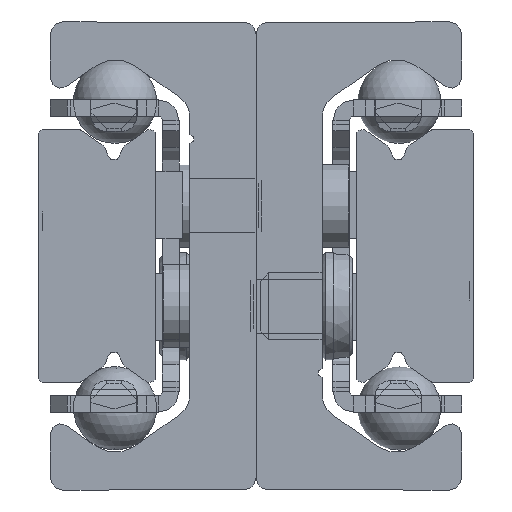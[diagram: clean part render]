
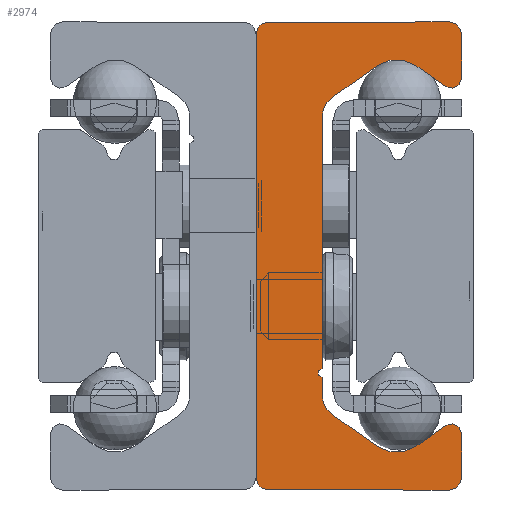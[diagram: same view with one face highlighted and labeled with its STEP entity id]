
A CAD part, left-side view. The second image highlights one B-rep face of the part: STEP entity #2974.
In plain terms, the highlighted planar face has unit normal (-1, 0, 0).
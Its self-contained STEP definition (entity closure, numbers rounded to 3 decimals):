
#2071=CARTESIAN_POINT('',(0.0,5.4,-14.));
#2072=VERTEX_POINT('',#2071);
#2079=CARTESIAN_POINT('',(0.0,6.15,-13.25));
#2080=VERTEX_POINT('',#2079);
#2081=CARTESIAN_POINT('',(0.0,5.4,-13.25));
#2082=DIRECTION('',(1.0,0.0,0.0));
#2083=DIRECTION('',(0.0,0.0,-1.0));
#2084=AXIS2_PLACEMENT_3D('',#2081,#2082,#2083);
#2085=CIRCLE('',#2084,0.75);
#2086=EDGE_CURVE('',#2072,#2080,#2085,.T.);
#2110=CARTESIAN_POINT('',(0.0,-5.4,-14.));
#2111=VERTEX_POINT('',#2110);
#2118=CARTESIAN_POINT('',(0.0,-5.4,-14.));
#2119=DIRECTION('',(0.0,1.0,0.0));
#2120=VECTOR('',#2119,10.8);
#2121=LINE('',#2118,#2120);
#2122=EDGE_CURVE('',#2111,#2072,#2121,.T.);
#2142=CARTESIAN_POINT('',(0.0,-6.15,-13.25));
#2143=VERTEX_POINT('',#2142);
#2150=CARTESIAN_POINT('',(0.0,-5.4,-13.25));
#2151=DIRECTION('',(1.0,0.0,0.0));
#2152=DIRECTION('',(0.0,-1.0,0.0));
#2153=AXIS2_PLACEMENT_3D('',#2150,#2151,#2152);
#2154=CIRCLE('',#2153,0.75);
#2155=EDGE_CURVE('',#2143,#2111,#2154,.T.);
#2174=CARTESIAN_POINT('',(0.0,-6.15,-10.63));
#2175=VERTEX_POINT('',#2174);
#2182=CARTESIAN_POINT('',(0.0,-6.15,-10.63));
#2183=DIRECTION('',(0.0,0.0,-1.0));
#2184=VECTOR('',#2183,2.62);
#2185=LINE('',#2182,#2184);
#2186=EDGE_CURVE('',#2175,#2143,#2185,.T.);
#2206=CARTESIAN_POINT('',(0.0,-5.206,-10.139));
#2207=VERTEX_POINT('',#2206);
#2214=CARTESIAN_POINT('',(0.0,-5.55,-10.63));
#2215=DIRECTION('',(1.0,0.0,0.0));
#2216=DIRECTION('',(0.0,0.574,0.819));
#2217=AXIS2_PLACEMENT_3D('',#2214,#2215,#2216);
#2218=CIRCLE('',#2217,0.6);
#2219=EDGE_CURVE('',#2207,#2175,#2218,.T.);
#2238=CARTESIAN_POINT('',(0.0,-3.417,-11.391));
#2239=VERTEX_POINT('',#2238);
#2246=CARTESIAN_POINT('',(0.0,-3.417,-11.391));
#2247=DIRECTION('',(0.0,-0.819,0.574));
#2248=VECTOR('',#2247,2.184);
#2249=LINE('',#2246,#2248);
#2250=EDGE_CURVE('',#2239,#2207,#2249,.T.);
#2270=CARTESIAN_POINT('',(0.0,-1.123,-11.391));
#2271=VERTEX_POINT('',#2270);
#2278=CARTESIAN_POINT('',(0.0,-2.27,-9.753));
#2279=DIRECTION('',(-1.0,0.0,0.0));
#2280=DIRECTION('',(0.0,0.574,0.819));
#2281=AXIS2_PLACEMENT_3D('',#2278,#2279,#2280);
#2282=CIRCLE('',#2281,2.0);
#2283=EDGE_CURVE('',#2271,#2239,#2282,.T.);
#2302=CARTESIAN_POINT('',(0.0,1.56,-9.512));
#2303=VERTEX_POINT('',#2302);
#2310=CARTESIAN_POINT('',(0.0,1.56,-9.512));
#2311=DIRECTION('',(0.0,-0.819,-0.574));
#2312=VECTOR('',#2311,3.276);
#2313=LINE('',#2310,#2312);
#2314=EDGE_CURVE('',#2303,#2271,#2313,.T.);
#2334=CARTESIAN_POINT('',(0.0,2.2,-8.283));
#2335=VERTEX_POINT('',#2334);
#2342=CARTESIAN_POINT('',(0.0,0.7,-8.283));
#2343=DIRECTION('',(-1.0,0.0,0.0));
#2344=DIRECTION('',(0.0,-0.574,0.819));
#2345=AXIS2_PLACEMENT_3D('',#2342,#2343,#2344);
#2346=CIRCLE('',#2345,1.5);
#2347=EDGE_CURVE('',#2335,#2303,#2346,.T.);
#2366=CARTESIAN_POINT('',(0.0,2.2,-7.25));
#2367=VERTEX_POINT('',#2366);
#2374=CARTESIAN_POINT('',(0.0,2.2,-7.25));
#2375=DIRECTION('',(0.0,0.0,-1.0));
#2376=VECTOR('',#2375,1.033);
#2377=LINE('',#2374,#2376);
#2378=EDGE_CURVE('',#2367,#2335,#2377,.T.);
#2398=CARTESIAN_POINT('',(0.0,2.2,-6.75));
#2399=VERTEX_POINT('',#2398);
#2406=CARTESIAN_POINT('',(0.0,2.2,-7.));
#2407=DIRECTION('',(-1.0,0.0,0.0));
#2408=DIRECTION('',(0.0,0.0,1.0));
#2409=AXIS2_PLACEMENT_3D('',#2406,#2407,#2408);
#2410=CIRCLE('',#2409,0.25);
#2411=EDGE_CURVE('',#2399,#2367,#2410,.T.);
#2430=CARTESIAN_POINT('',(0.0,2.2,8.283));
#2431=VERTEX_POINT('',#2430);
#2438=CARTESIAN_POINT('',(0.0,2.2,8.283));
#2439=DIRECTION('',(0.0,0.0,-1.0));
#2440=VECTOR('',#2439,15.033);
#2441=LINE('',#2438,#2440);
#2442=EDGE_CURVE('',#2431,#2399,#2441,.T.);
#2555=CARTESIAN_POINT('',(0.0,1.56,9.512));
#2556=VERTEX_POINT('',#2555);
#2563=CARTESIAN_POINT('',(0.0,0.7,8.283));
#2564=DIRECTION('',(-1.0,0.0,0.0));
#2565=DIRECTION('',(0.0,-1.0,0.0));
#2566=AXIS2_PLACEMENT_3D('',#2563,#2564,#2565);
#2567=CIRCLE('',#2566,1.5);
#2568=EDGE_CURVE('',#2556,#2431,#2567,.T.);
#2587=CARTESIAN_POINT('',(0.0,-1.123,11.391));
#2588=VERTEX_POINT('',#2587);
#2595=CARTESIAN_POINT('',(0.0,-1.123,11.391));
#2596=DIRECTION('',(0.0,0.819,-0.574));
#2597=VECTOR('',#2596,3.276);
#2598=LINE('',#2595,#2597);
#2599=EDGE_CURVE('',#2588,#2556,#2598,.T.);
#2619=CARTESIAN_POINT('',(0.0,-3.417,11.391));
#2620=VERTEX_POINT('',#2619);
#2627=CARTESIAN_POINT('',(0.0,-2.27,9.753));
#2628=DIRECTION('',(-1.0,0.0,0.0));
#2629=DIRECTION('',(0.0,-0.574,-0.819));
#2630=AXIS2_PLACEMENT_3D('',#2627,#2628,#2629);
#2631=CIRCLE('',#2630,2.0);
#2632=EDGE_CURVE('',#2620,#2588,#2631,.T.);
#2651=CARTESIAN_POINT('',(0.0,-5.206,10.139));
#2652=VERTEX_POINT('',#2651);
#2659=CARTESIAN_POINT('',(0.0,-5.206,10.139));
#2660=DIRECTION('',(0.0,0.819,0.574));
#2661=VECTOR('',#2660,2.184);
#2662=LINE('',#2659,#2661);
#2663=EDGE_CURVE('',#2652,#2620,#2662,.T.);
#2683=CARTESIAN_POINT('',(0.0,-6.15,10.63));
#2684=VERTEX_POINT('',#2683);
#2691=CARTESIAN_POINT('',(0.0,-5.55,10.63));
#2692=DIRECTION('',(1.0,0.0,0.0));
#2693=DIRECTION('',(0.0,-1.0,0.0));
#2694=AXIS2_PLACEMENT_3D('',#2691,#2692,#2693);
#2695=CIRCLE('',#2694,0.6);
#2696=EDGE_CURVE('',#2684,#2652,#2695,.T.);
#2715=CARTESIAN_POINT('',(0.0,-6.15,13.25));
#2716=VERTEX_POINT('',#2715);
#2723=CARTESIAN_POINT('',(0.0,-6.15,13.25));
#2724=DIRECTION('',(0.0,0.0,-1.0));
#2725=VECTOR('',#2724,2.62);
#2726=LINE('',#2723,#2725);
#2727=EDGE_CURVE('',#2716,#2684,#2726,.T.);
#2747=CARTESIAN_POINT('',(0.0,-5.4,14.));
#2748=VERTEX_POINT('',#2747);
#2755=CARTESIAN_POINT('',(0.0,-5.4,13.25));
#2756=DIRECTION('',(1.0,0.0,0.0));
#2757=DIRECTION('',(0.0,0.0,1.0));
#2758=AXIS2_PLACEMENT_3D('',#2755,#2756,#2757);
#2759=CIRCLE('',#2758,0.75);
#2760=EDGE_CURVE('',#2748,#2716,#2759,.T.);
#2779=CARTESIAN_POINT('',(0.0,5.4,14.));
#2780=VERTEX_POINT('',#2779);
#2787=CARTESIAN_POINT('',(0.0,5.4,14.));
#2788=DIRECTION('',(0.0,-1.0,0.0));
#2789=VECTOR('',#2788,10.8);
#2790=LINE('',#2787,#2789);
#2791=EDGE_CURVE('',#2780,#2748,#2790,.T.);
#2811=CARTESIAN_POINT('',(0.0,6.15,13.25));
#2812=VERTEX_POINT('',#2811);
#2819=CARTESIAN_POINT('',(0.0,5.4,13.25));
#2820=DIRECTION('',(1.0,0.0,0.0));
#2821=DIRECTION('',(0.0,1.0,0.0));
#2822=AXIS2_PLACEMENT_3D('',#2819,#2820,#2821);
#2823=CIRCLE('',#2822,0.75);
#2824=EDGE_CURVE('',#2812,#2780,#2823,.T.);
#2842=CARTESIAN_POINT('',(0.0,6.15,-13.25));
#2843=DIRECTION('',(0.0,0.0,1.0));
#2844=VECTOR('',#2843,26.5);
#2845=LINE('',#2842,#2844);
#2846=EDGE_CURVE('',#2080,#2812,#2845,.T.);
#2945=CARTESIAN_POINT('',(0.0,1.352,-0.021));
#2946=DIRECTION('',(1.0,0.0,0.0));
#2947=DIRECTION('',(0.0,0.0,-1.0));
#2948=AXIS2_PLACEMENT_3D('',#2945,#2946,#2947);
#2949=PLANE('',#2948);
#2950=ORIENTED_EDGE('',*,*,#2846,.F.);
#2951=ORIENTED_EDGE('',*,*,#2086,.F.);
#2952=ORIENTED_EDGE('',*,*,#2122,.F.);
#2953=ORIENTED_EDGE('',*,*,#2155,.F.);
#2954=ORIENTED_EDGE('',*,*,#2186,.F.);
#2955=ORIENTED_EDGE('',*,*,#2219,.F.);
#2956=ORIENTED_EDGE('',*,*,#2250,.F.);
#2957=ORIENTED_EDGE('',*,*,#2283,.F.);
#2958=ORIENTED_EDGE('',*,*,#2314,.F.);
#2959=ORIENTED_EDGE('',*,*,#2347,.F.);
#2960=ORIENTED_EDGE('',*,*,#2378,.F.);
#2961=ORIENTED_EDGE('',*,*,#2411,.F.);
#2962=ORIENTED_EDGE('',*,*,#2442,.F.);
#2963=ORIENTED_EDGE('',*,*,#2568,.F.);
#2964=ORIENTED_EDGE('',*,*,#2599,.F.);
#2965=ORIENTED_EDGE('',*,*,#2632,.F.);
#2966=ORIENTED_EDGE('',*,*,#2663,.F.);
#2967=ORIENTED_EDGE('',*,*,#2696,.F.);
#2968=ORIENTED_EDGE('',*,*,#2727,.F.);
#2969=ORIENTED_EDGE('',*,*,#2760,.F.);
#2970=ORIENTED_EDGE('',*,*,#2791,.F.);
#2971=ORIENTED_EDGE('',*,*,#2824,.F.);
#2972=EDGE_LOOP('',(#2950,#2951,#2952,#2953,#2954,#2955,#2956,#2957,#2958,#2959,#2960,#2961,#2962,#2963,#2964,#2965,#2966,#2967,#2968,#2969,#2970,#2971));
#2973=FACE_OUTER_BOUND('',#2972,.T.);
#2974=ADVANCED_FACE('',(#2973),#2949,.F.);
